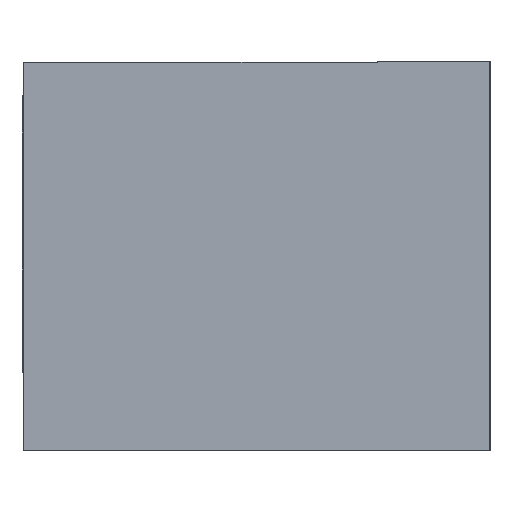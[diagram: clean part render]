
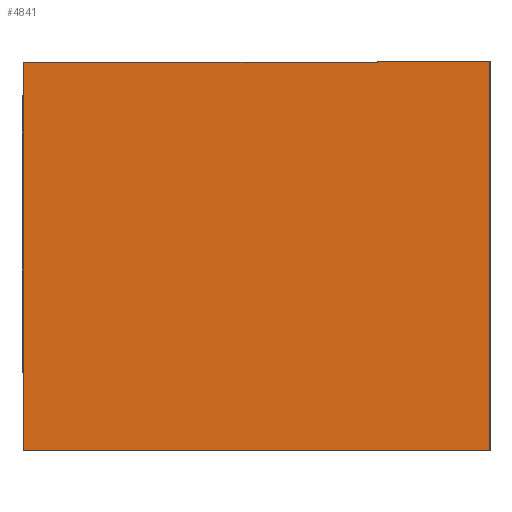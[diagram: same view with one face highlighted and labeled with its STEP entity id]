
A CAD part, left-side view. The second image highlights one B-rep face of the part: STEP entity #4841.
In plain terms, the highlighted planar face has unit normal (-1, 0, 0).
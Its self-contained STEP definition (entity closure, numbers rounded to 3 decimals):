
#1334 = LINE ( 'NONE', #18157, #5806 ) ;
#2077 = CARTESIAN_POINT ( 'NONE',  ( -17.5, -3., -2.5 ) ) ;
#2328 = EDGE_CURVE ( 'NONE', #24327, #19198, #6284, .T. ) ;
#2832 = VECTOR ( 'NONE', #5028, 1000. ) ;
#3103 = DIRECTION ( 'NONE',  ( 0., 0., -1. ) ) ;
#3502 = CARTESIAN_POINT ( 'NONE',  ( -17.5, 3., 2.5 ) ) ;
#4745 = CARTESIAN_POINT ( 'NONE',  ( -17.5, -3., -2.5 ) ) ;
#4772 = LINE ( 'NONE', #7392, #16338 ) ;
#4804 = CARTESIAN_POINT ( 'NONE',  ( -17.5, -1.55, 2.51 ) ) ;
#4841 = ADVANCED_FACE ( 'NONE', ( #29514 ), #5072, .F. ) ;
#5028 = DIRECTION ( 'NONE',  ( 0., -1., 0. ) ) ;
#5050 = CARTESIAN_POINT ( 'NONE',  ( -17.5, -3., 2.51 ) ) ;
#5072 = PLANE ( 'NONE',  #10286 ) ;
#5269 = EDGE_CURVE ( 'NONE', #13344, #15657, #1334, .T. ) ;
#5806 = VECTOR ( 'NONE', #28081, 1000. ) ;
#6109 = VECTOR ( 'NONE', #10960, 1000. ) ;
#6284 = LINE ( 'NONE', #9825, #19738 ) ;
#7392 = CARTESIAN_POINT ( 'NONE',  ( -17.5, -3., 2.51 ) ) ;
#7637 = EDGE_CURVE ( 'NONE', #19875, #28261, #7798, .T. ) ;
#7798 = LINE ( 'NONE', #4745, #11122 ) ;
#8543 = CARTESIAN_POINT ( 'NONE',  ( -17.5, 3., -2.5 ) ) ;
#9825 = CARTESIAN_POINT ( 'NONE',  ( -17.5, -1.55, 2.51 ) ) ;
#10259 = ORIENTED_EDGE ( 'NONE', *, *, #11827, .F. ) ;
#10286 = AXIS2_PLACEMENT_3D ( 'NONE', #26435, #23598, #3103 ) ;
#10960 = DIRECTION ( 'NONE',  ( 0., -1., 0. ) ) ;
#11122 = VECTOR ( 'NONE', #14009, 1000. ) ;
#11827 = EDGE_CURVE ( 'NONE', #15657, #19198, #27013, .T. ) ;
#13344 = VERTEX_POINT ( 'NONE', #8543 ) ;
#14009 = DIRECTION ( 'NONE',  ( 0., 0., 1. ) ) ;
#15657 = VERTEX_POINT ( 'NONE', #23310 ) ;
#16338 = VECTOR ( 'NONE', #29006, 1000. ) ;
#18150 = LINE ( 'NONE', #23774, #2832 ) ;
#18157 = CARTESIAN_POINT ( 'NONE',  ( -17.5, 3., -2.5 ) ) ;
#18588 = CARTESIAN_POINT ( 'NONE',  ( -17.5, -1.55, 2.5 ) ) ;
#19085 = ORIENTED_EDGE ( 'NONE', *, *, #7637, .T. ) ;
#19198 = VERTEX_POINT ( 'NONE', #18588 ) ;
#19738 = VECTOR ( 'NONE', #28970, 1000. ) ;
#19875 = VERTEX_POINT ( 'NONE', #2077 ) ;
#22274 = ORIENTED_EDGE ( 'NONE', *, *, #5269, .F. ) ;
#22693 = EDGE_CURVE ( 'NONE', #24327, #28261, #4772, .T. ) ;
#23300 = EDGE_CURVE ( 'NONE', #13344, #19875, #18150, .T. ) ;
#23310 = CARTESIAN_POINT ( 'NONE',  ( -17.5, 3., 2.5 ) ) ;
#23598 = DIRECTION ( 'NONE',  ( 1., 0., 0. ) ) ;
#23774 = CARTESIAN_POINT ( 'NONE',  ( -17.5, 3., -2.5 ) ) ;
#24327 = VERTEX_POINT ( 'NONE', #4804 ) ;
#25613 = ORIENTED_EDGE ( 'NONE', *, *, #22693, .F. ) ;
#26337 = EDGE_LOOP ( 'NONE', ( #19085, #25613, #26885, #10259, #22274, #28214 ) ) ;
#26435 = CARTESIAN_POINT ( 'NONE',  ( -17.5, 3., -2.5 ) ) ;
#26885 = ORIENTED_EDGE ( 'NONE', *, *, #2328, .T. ) ;
#27013 = LINE ( 'NONE', #3502, #6109 ) ;
#28081 = DIRECTION ( 'NONE',  ( 0., 0., 1. ) ) ;
#28214 = ORIENTED_EDGE ( 'NONE', *, *, #23300, .T. ) ;
#28261 = VERTEX_POINT ( 'NONE', #5050 ) ;
#28970 = DIRECTION ( 'NONE',  ( 0., 0., -1. ) ) ;
#29006 = DIRECTION ( 'NONE',  ( 0., -1., 0. ) ) ;
#29514 = FACE_OUTER_BOUND ( 'NONE', #26337, .T. ) ;
